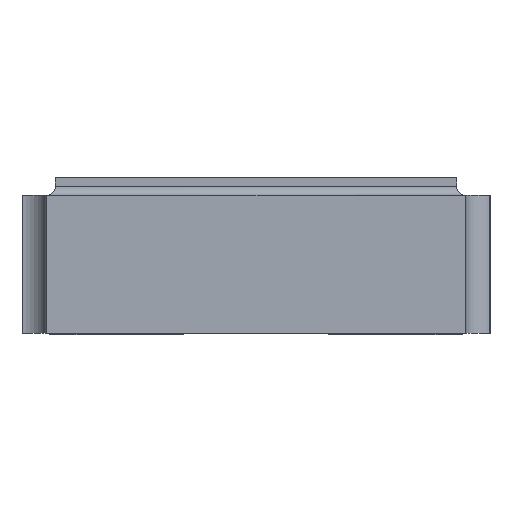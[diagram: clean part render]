
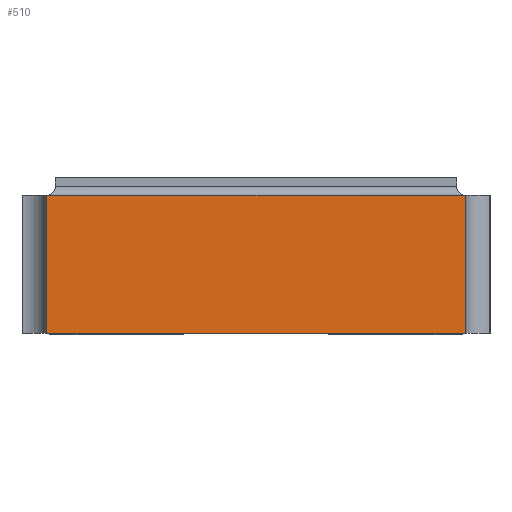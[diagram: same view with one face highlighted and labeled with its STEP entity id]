
A CAD part, left-side view. The second image highlights one B-rep face of the part: STEP entity #510.
In plain terms, the highlighted planar face has unit normal (-1, 0, 0).
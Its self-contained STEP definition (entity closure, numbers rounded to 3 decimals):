
#205 = VERTEX_POINT('',#206);
#206 = CARTESIAN_POINT('',(-1.3,0.94,0.008));
#213 = EDGE_CURVE('',#205,#214,#216,.T.);
#214 = VERTEX_POINT('',#215);
#215 = CARTESIAN_POINT('',(-1.3,-0.94,0.008));
#216 = LINE('',#217,#218);
#217 = CARTESIAN_POINT('',(-1.3,1.05,0.008));
#218 = VECTOR('',#219,1.);
#219 = DIRECTION('',(0.,-1.,0.));
#466 = EDGE_CURVE('',#467,#214,#469,.T.);
#467 = VERTEX_POINT('',#468);
#468 = CARTESIAN_POINT('',(-1.3,-0.94,0.628));
#469 = LINE('',#470,#471);
#470 = CARTESIAN_POINT('',(-1.3,-0.94,1.008));
#471 = VECTOR('',#472,1.);
#472 = DIRECTION('',(0.,0.,-1.));
#510 = ADVANCED_FACE('',(#511),#529,.F.);
#511 = FACE_BOUND('',#512,.T.);
#512 = EDGE_LOOP('',(#513,#521,#527,#528));
#513 = ORIENTED_EDGE('',*,*,#514,.F.);
#514 = EDGE_CURVE('',#515,#467,#517,.T.);
#515 = VERTEX_POINT('',#516);
#516 = CARTESIAN_POINT('',(-1.3,0.94,0.628));
#517 = LINE('',#518,#519);
#518 = CARTESIAN_POINT('',(-1.3,1.05,0.628));
#519 = VECTOR('',#520,1.);
#520 = DIRECTION('',(0.,-1.,0.));
#521 = ORIENTED_EDGE('',*,*,#522,.T.);
#522 = EDGE_CURVE('',#515,#205,#523,.T.);
#523 = LINE('',#524,#525);
#524 = CARTESIAN_POINT('',(-1.3,0.94,1.008));
#525 = VECTOR('',#526,1.);
#526 = DIRECTION('',(0.,0.,-1.));
#527 = ORIENTED_EDGE('',*,*,#213,.T.);
#528 = ORIENTED_EDGE('',*,*,#466,.F.);
#529 = PLANE('',#530);
#530 = AXIS2_PLACEMENT_3D('',#531,#532,#533);
#531 = CARTESIAN_POINT('',(-1.3,1.05,0.708));
#532 = DIRECTION('',(1.,0.,0.));
#533 = DIRECTION('',(0.,1.,0.));
